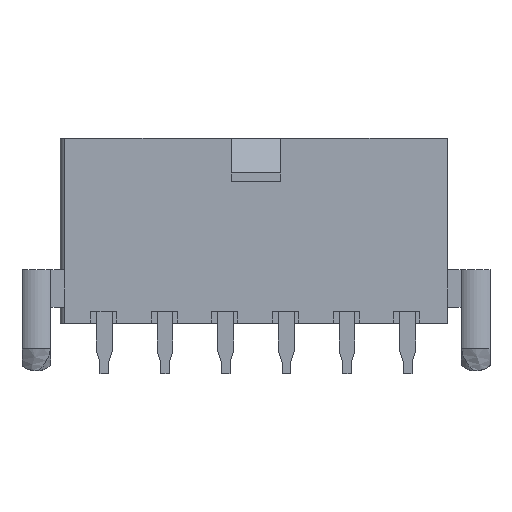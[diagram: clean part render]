
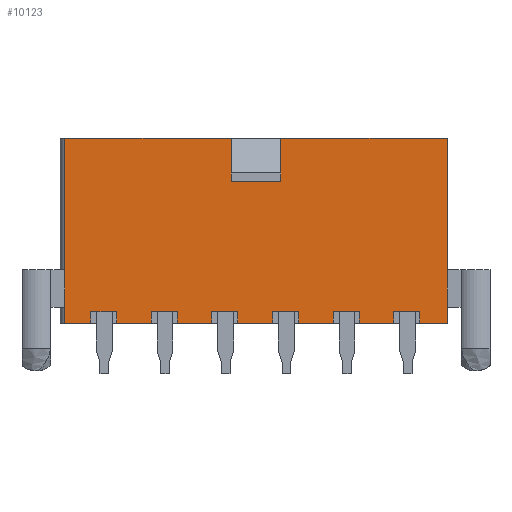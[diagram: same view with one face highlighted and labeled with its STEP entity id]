
A CAD part, front view. The second image highlights one B-rep face of the part: STEP entity #10123.
In plain terms, the highlighted planar face has unit normal (0, -1, 0).
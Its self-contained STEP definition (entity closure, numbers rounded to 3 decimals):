
#882=ORIENTED_EDGE('',*,*,#3619,.F.);
#883=ORIENTED_EDGE('',*,*,#3845,.T.);
#884=ORIENTED_EDGE('',*,*,#3830,.T.);
#885=ORIENTED_EDGE('',*,*,#3846,.T.);
#886=ORIENTED_EDGE('',*,*,#3611,.F.);
#887=ORIENTED_EDGE('',*,*,#3490,.T.);
#888=ORIENTED_EDGE('',*,*,#3677,.T.);
#889=ORIENTED_EDGE('',*,*,#3847,.F.);
#890=ORIENTED_EDGE('',*,*,#3848,.F.);
#891=ORIENTED_EDGE('',*,*,#3849,.T.);
#892=ORIENTED_EDGE('',*,*,#3675,.T.);
#893=ORIENTED_EDGE('',*,*,#3538,.F.);
#894=ORIENTED_EDGE('',*,*,#3568,.F.);
#895=ORIENTED_EDGE('',*,*,#3850,.T.);
#896=ORIENTED_EDGE('',*,*,#3851,.T.);
#897=ORIENTED_EDGE('',*,*,#3852,.T.);
#898=ORIENTED_EDGE('',*,*,#3650,.F.);
#899=ORIENTED_EDGE('',*,*,#3853,.T.);
#900=ORIENTED_EDGE('',*,*,#3854,.T.);
#901=ORIENTED_EDGE('',*,*,#3855,.T.);
#902=ORIENTED_EDGE('',*,*,#3642,.F.);
#903=ORIENTED_EDGE('',*,*,#3856,.T.);
#904=ORIENTED_EDGE('',*,*,#3857,.T.);
#905=ORIENTED_EDGE('',*,*,#3858,.T.);
#906=ORIENTED_EDGE('',*,*,#3634,.F.);
#907=ORIENTED_EDGE('',*,*,#3859,.T.);
#908=ORIENTED_EDGE('',*,*,#3860,.T.);
#909=ORIENTED_EDGE('',*,*,#3861,.T.);
#910=ORIENTED_EDGE('',*,*,#3626,.F.);
#911=ORIENTED_EDGE('',*,*,#3862,.T.);
#912=ORIENTED_EDGE('',*,*,#3863,.T.);
#913=ORIENTED_EDGE('',*,*,#3864,.T.);
#3490=EDGE_CURVE('',#4990,#4991,#5957,.T.);
#3538=EDGE_CURVE('',#5034,#5035,#5992,.T.);
#3568=EDGE_CURVE('',#5062,#5034,#6022,.T.);
#3611=EDGE_CURVE('',#4990,#5098,#6064,.T.);
#3619=EDGE_CURVE('',#5105,#5106,#6072,.T.);
#3626=EDGE_CURVE('',#5111,#5112,#6079,.T.);
#3634=EDGE_CURVE('',#5119,#5120,#6087,.T.);
#3642=EDGE_CURVE('',#5127,#5128,#6095,.T.);
#3650=EDGE_CURVE('',#5135,#5136,#6103,.T.);
#3675=EDGE_CURVE('',#5151,#5035,#6128,.T.);
#3677=EDGE_CURVE('',#4991,#5152,#6130,.T.);
#3830=EDGE_CURVE('',#5286,#5285,#6282,.T.);
#3845=EDGE_CURVE('',#5105,#5286,#6297,.T.);
#3846=EDGE_CURVE('',#5285,#5098,#6298,.T.);
#3847=EDGE_CURVE('',#5300,#5152,#6299,.T.);
#3848=EDGE_CURVE('',#5301,#5300,#6300,.T.);
#3849=EDGE_CURVE('',#5301,#5151,#6301,.T.);
#3850=EDGE_CURVE('',#5062,#5302,#6302,.T.);
#3851=EDGE_CURVE('',#5302,#5303,#6303,.T.);
#3852=EDGE_CURVE('',#5303,#5136,#6304,.T.);
#3853=EDGE_CURVE('',#5135,#5304,#6305,.T.);
#3854=EDGE_CURVE('',#5304,#5305,#6306,.T.);
#3855=EDGE_CURVE('',#5305,#5128,#6307,.T.);
#3856=EDGE_CURVE('',#5127,#5306,#6308,.T.);
#3857=EDGE_CURVE('',#5306,#5307,#6309,.T.);
#3858=EDGE_CURVE('',#5307,#5120,#6310,.T.);
#3859=EDGE_CURVE('',#5119,#5308,#6311,.T.);
#3860=EDGE_CURVE('',#5308,#5309,#6312,.T.);
#3861=EDGE_CURVE('',#5309,#5112,#6313,.T.);
#3862=EDGE_CURVE('',#5111,#5310,#6314,.T.);
#3863=EDGE_CURVE('',#5310,#5311,#6315,.T.);
#3864=EDGE_CURVE('',#5311,#5106,#6316,.T.);
#4990=VERTEX_POINT('',#14274);
#4991=VERTEX_POINT('',#14275);
#5034=VERTEX_POINT('',#14371);
#5035=VERTEX_POINT('',#14373);
#5062=VERTEX_POINT('',#14434);
#5098=VERTEX_POINT('',#14513);
#5105=VERTEX_POINT('',#14527);
#5106=VERTEX_POINT('',#14529);
#5111=VERTEX_POINT('',#14540);
#5112=VERTEX_POINT('',#14542);
#5119=VERTEX_POINT('',#14556);
#5120=VERTEX_POINT('',#14558);
#5127=VERTEX_POINT('',#14572);
#5128=VERTEX_POINT('',#14574);
#5135=VERTEX_POINT('',#14588);
#5136=VERTEX_POINT('',#14590);
#5151=VERTEX_POINT('',#14632);
#5152=VERTEX_POINT('',#14634);
#5285=VERTEX_POINT('',#14934);
#5286=VERTEX_POINT('',#14936);
#5300=VERTEX_POINT('',#14969);
#5301=VERTEX_POINT('',#14971);
#5302=VERTEX_POINT('',#14974);
#5303=VERTEX_POINT('',#14976);
#5304=VERTEX_POINT('',#14979);
#5305=VERTEX_POINT('',#14981);
#5306=VERTEX_POINT('',#14984);
#5307=VERTEX_POINT('',#14986);
#5308=VERTEX_POINT('',#14989);
#5309=VERTEX_POINT('',#14991);
#5310=VERTEX_POINT('',#14994);
#5311=VERTEX_POINT('',#14996);
#5957=LINE('',#14273,#7346);
#5992=LINE('',#14372,#7381);
#6022=LINE('',#14433,#7411);
#6064=LINE('',#14512,#7453);
#6072=LINE('',#14528,#7461);
#6079=LINE('',#14541,#7468);
#6087=LINE('',#14557,#7476);
#6095=LINE('',#14573,#7484);
#6103=LINE('',#14589,#7492);
#6128=LINE('',#14631,#7517);
#6130=LINE('',#14635,#7519);
#6282=LINE('',#14935,#7671);
#6297=LINE('',#14966,#7686);
#6298=LINE('',#14967,#7687);
#6299=LINE('',#14968,#7688);
#6300=LINE('',#14970,#7689);
#6301=LINE('',#14972,#7690);
#6302=LINE('',#14973,#7691);
#6303=LINE('',#14975,#7692);
#6304=LINE('',#14977,#7693);
#6305=LINE('',#14978,#7694);
#6306=LINE('',#14980,#7695);
#6307=LINE('',#14982,#7696);
#6308=LINE('',#14983,#7697);
#6309=LINE('',#14985,#7698);
#6310=LINE('',#14987,#7699);
#6311=LINE('',#14988,#7700);
#6312=LINE('',#14990,#7701);
#6313=LINE('',#14992,#7702);
#6314=LINE('',#14993,#7703);
#6315=LINE('',#14995,#7704);
#6316=LINE('',#14997,#7705);
#7346=VECTOR('',#11497,1000.);
#7381=VECTOR('',#11570,1000.);
#7411=VECTOR('',#11608,1000.);
#7453=VECTOR('',#11652,1000.);
#7461=VECTOR('',#11660,1000.);
#7468=VECTOR('',#11667,1000.);
#7476=VECTOR('',#11675,1000.);
#7484=VECTOR('',#11683,1000.);
#7492=VECTOR('',#11691,1000.);
#7517=VECTOR('',#11720,1000.);
#7519=VECTOR('',#11722,1000.);
#7671=VECTOR('',#11904,1000.);
#7686=VECTOR('',#11923,1000.);
#7687=VECTOR('',#11924,1000.);
#7688=VECTOR('',#11925,1000.);
#7689=VECTOR('',#11926,1000.);
#7690=VECTOR('',#11927,1000.);
#7691=VECTOR('',#11928,1000.);
#7692=VECTOR('',#11929,1000.);
#7693=VECTOR('',#11930,1000.);
#7694=VECTOR('',#11931,1000.);
#7695=VECTOR('',#11932,1000.);
#7696=VECTOR('',#11933,1000.);
#7697=VECTOR('',#11934,1000.);
#7698=VECTOR('',#11935,1000.);
#7699=VECTOR('',#11936,1000.);
#7700=VECTOR('',#11937,1000.);
#7701=VECTOR('',#11938,1000.);
#7702=VECTOR('',#11939,1000.);
#7703=VECTOR('',#11940,1000.);
#7704=VECTOR('',#11941,1000.);
#7705=VECTOR('',#11942,1000.);
#8613=EDGE_LOOP('',(#882,#883,#884,#885,#886,#887,#888,#889,#890,#891,#892,
#893,#894,#895,#896,#897,#898,#899,#900,#901,#902,#903,#904,#905,#906,#907,
#908,#909,#910,#911,#912,#913));
#9149=FACE_BOUND('',#8613,.T.);
#9669=PLANE('',#10687);
#10123=ADVANCED_FACE('',(#9149),#9669,.T.);
#10687=AXIS2_PLACEMENT_3D('',#14965,#11921,#11922);
#11497=DIRECTION('',(0.,0.,1.));
#11570=DIRECTION('',(0.,0.,1.));
#11608=DIRECTION('',(-1.,0.,0.));
#11652=DIRECTION('',(-1.,0.,0.));
#11660=DIRECTION('',(-1.,0.,0.));
#11667=DIRECTION('',(-1.,0.,0.));
#11675=DIRECTION('',(-1.,0.,0.));
#11683=DIRECTION('',(-1.,0.,0.));
#11691=DIRECTION('',(-1.,0.,0.));
#11720=DIRECTION('',(-1.,0.,0.));
#11722=DIRECTION('',(-1.,0.,0.));
#11904=DIRECTION('',(1.,0.,0.));
#11921=DIRECTION('',(0.,-1.,0.));
#11922=DIRECTION('',(0.,0.,-1.));
#11923=DIRECTION('',(0.,0.,1.));
#11924=DIRECTION('',(0.,0.,-1.));
#11925=DIRECTION('',(0.,0.,1.));
#11926=DIRECTION('',(1.,0.,0.));
#11927=DIRECTION('',(0.,0.,1.));
#11928=DIRECTION('',(0.,0.,1.));
#11929=DIRECTION('',(1.,0.,0.));
#11930=DIRECTION('',(0.,0.,-1.));
#11931=DIRECTION('',(0.,0.,1.));
#11932=DIRECTION('',(1.,0.,0.));
#11933=DIRECTION('',(0.,0.,-1.));
#11934=DIRECTION('',(0.,0.,1.));
#11935=DIRECTION('',(1.,0.,0.));
#11936=DIRECTION('',(0.,0.,-1.));
#11937=DIRECTION('',(0.,0.,1.));
#11938=DIRECTION('',(1.,0.,0.));
#11939=DIRECTION('',(0.,0.,-1.));
#11940=DIRECTION('',(0.,0.,1.));
#11941=DIRECTION('',(1.,0.,0.));
#11942=DIRECTION('',(0.,0.,-1.));
#14273=CARTESIAN_POINT('',(13.25,-4.8,-6.4));
#14274=CARTESIAN_POINT('',(13.25,-4.8,-6.4));
#14275=CARTESIAN_POINT('',(13.25,-4.8,6.4));
#14371=CARTESIAN_POINT('',(-13.25,-4.8,-6.4));
#14372=CARTESIAN_POINT('',(-13.25,-4.8,-6.4));
#14373=CARTESIAN_POINT('',(-13.25,-4.8,6.4));
#14433=CARTESIAN_POINT('',(13.25,-4.8,-6.4));
#14434=CARTESIAN_POINT('',(-11.45,-4.8,-6.4));
#14512=CARTESIAN_POINT('',(13.25,-4.8,-6.4));
#14513=CARTESIAN_POINT('',(11.35,-4.8,-6.4));
#14527=CARTESIAN_POINT('',(9.55,-4.8,-6.4));
#14528=CARTESIAN_POINT('',(13.25,-4.8,-6.4));
#14529=CARTESIAN_POINT('',(7.15,-4.8,-6.4));
#14540=CARTESIAN_POINT('',(5.35,-4.8,-6.4));
#14541=CARTESIAN_POINT('',(13.25,-4.8,-6.4));
#14542=CARTESIAN_POINT('',(2.95,-4.8,-6.4));
#14556=CARTESIAN_POINT('',(1.15,-4.8,-6.4));
#14557=CARTESIAN_POINT('',(13.25,-4.8,-6.4));
#14558=CARTESIAN_POINT('',(-1.25,-4.8,-6.4));
#14572=CARTESIAN_POINT('',(-3.05,-4.8,-6.4));
#14573=CARTESIAN_POINT('',(13.25,-4.8,-6.4));
#14574=CARTESIAN_POINT('',(-5.45,-4.8,-6.4));
#14588=CARTESIAN_POINT('',(-7.25,-4.8,-6.4));
#14589=CARTESIAN_POINT('',(13.25,-4.8,-6.4));
#14590=CARTESIAN_POINT('',(-9.65,-4.8,-6.4));
#14631=CARTESIAN_POINT('',(13.25,-4.8,6.4));
#14632=CARTESIAN_POINT('',(-1.7,-4.8,6.4));
#14634=CARTESIAN_POINT('',(1.7,-4.8,6.4));
#14635=CARTESIAN_POINT('',(13.25,-4.8,6.4));
#14934=CARTESIAN_POINT('',(11.35,-4.8,-5.6));
#14935=CARTESIAN_POINT('',(13.25,-4.8,-5.6));
#14936=CARTESIAN_POINT('',(9.55,-4.8,-5.6));
#14965=CARTESIAN_POINT('',(13.25,-4.8,-6.4));
#14966=CARTESIAN_POINT('',(9.55,-4.8,-6.4));
#14967=CARTESIAN_POINT('',(11.35,-4.8,-6.4));
#14968=CARTESIAN_POINT('',(1.7,-4.8,3.4));
#14969=CARTESIAN_POINT('',(1.7,-4.8,3.4));
#14970=CARTESIAN_POINT('',(-1.7,-4.8,3.4));
#14971=CARTESIAN_POINT('',(-1.7,-4.8,3.4));
#14972=CARTESIAN_POINT('',(-1.7,-4.8,3.4));
#14973=CARTESIAN_POINT('',(-11.45,-4.8,-6.4));
#14974=CARTESIAN_POINT('',(-11.45,-4.8,-5.6));
#14975=CARTESIAN_POINT('',(13.25,-4.8,-5.6));
#14976=CARTESIAN_POINT('',(-9.65,-4.8,-5.6));
#14977=CARTESIAN_POINT('',(-9.65,-4.8,-6.4));
#14978=CARTESIAN_POINT('',(-7.25,-4.8,-6.4));
#14979=CARTESIAN_POINT('',(-7.25,-4.8,-5.6));
#14980=CARTESIAN_POINT('',(13.25,-4.8,-5.6));
#14981=CARTESIAN_POINT('',(-5.45,-4.8,-5.6));
#14982=CARTESIAN_POINT('',(-5.45,-4.8,-6.4));
#14983=CARTESIAN_POINT('',(-3.05,-4.8,-6.4));
#14984=CARTESIAN_POINT('',(-3.05,-4.8,-5.6));
#14985=CARTESIAN_POINT('',(13.25,-4.8,-5.6));
#14986=CARTESIAN_POINT('',(-1.25,-4.8,-5.6));
#14987=CARTESIAN_POINT('',(-1.25,-4.8,-6.4));
#14988=CARTESIAN_POINT('',(1.15,-4.8,-6.4));
#14989=CARTESIAN_POINT('',(1.15,-4.8,-5.6));
#14990=CARTESIAN_POINT('',(13.25,-4.8,-5.6));
#14991=CARTESIAN_POINT('',(2.95,-4.8,-5.6));
#14992=CARTESIAN_POINT('',(2.95,-4.8,-6.4));
#14993=CARTESIAN_POINT('',(5.35,-4.8,-6.4));
#14994=CARTESIAN_POINT('',(5.35,-4.8,-5.6));
#14995=CARTESIAN_POINT('',(13.25,-4.8,-5.6));
#14996=CARTESIAN_POINT('',(7.15,-4.8,-5.6));
#14997=CARTESIAN_POINT('',(7.15,-4.8,-6.4));
